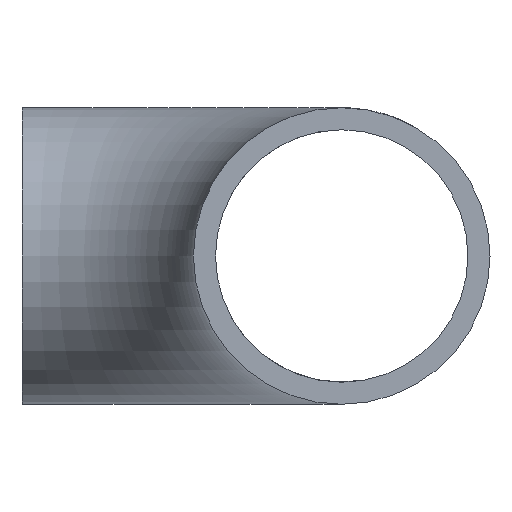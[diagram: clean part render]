
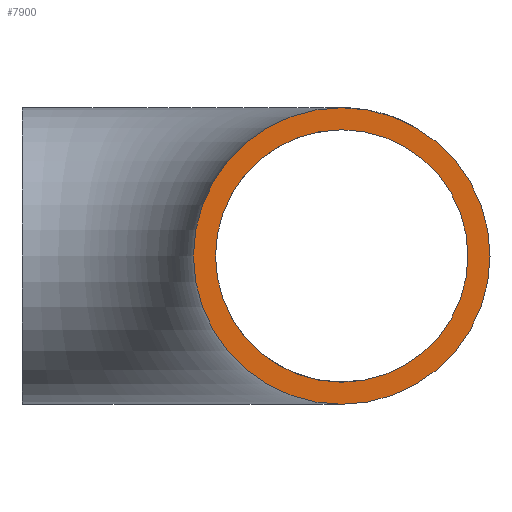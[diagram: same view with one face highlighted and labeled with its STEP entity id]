
A CAD part, left-side view. The second image highlights one B-rep face of the part: STEP entity #7900.
In plain terms, the highlighted planar face has unit normal (-1, 0, 0).
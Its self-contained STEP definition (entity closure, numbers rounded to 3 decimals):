
#58 = EDGE_LOOP ( 'NONE', ( #5360, #9135 ) ) ;
#115 = CARTESIAN_POINT ( 'NONE',  ( 0., 0., 0. ) ) ;
#930 = DIRECTION ( 'NONE',  ( 0., 0., -1. ) ) ;
#1219 = DIRECTION ( 'NONE',  ( 0., 0., -1. ) ) ;
#1452 = AXIS2_PLACEMENT_3D ( 'NONE', #115, #12072, #1219 ) ;
#1568 = DIRECTION ( 'NONE',  ( 0., 0., -1. ) ) ;
#1570 = CARTESIAN_POINT ( 'NONE',  ( 0., 0., -11.45 ) ) ;
#1683 = CARTESIAN_POINT ( 'NONE',  ( 0., 0., 0. ) ) ;
#1758 = FACE_BOUND ( 'NONE', #7653, .T. ) ;
#1919 = AXIS2_PLACEMENT_3D ( 'NONE', #5900, #3481, #4724 ) ;
#1939 = CIRCLE ( 'NONE', #13477, 11.45 ) ;
#3398 = DIRECTION ( 'NONE',  ( 1., 0., 0. ) ) ;
#3481 = DIRECTION ( 'NONE',  ( 1., 0., 0. ) ) ;
#4724 = DIRECTION ( 'NONE',  ( 0., 0., -1. ) ) ;
#5360 = ORIENTED_EDGE ( 'NONE', *, *, #6267, .F. ) ;
#5428 = CARTESIAN_POINT ( 'NONE',  ( 0., 0., 0. ) ) ;
#5532 = DIRECTION ( 'NONE',  ( 1., 0., 0. ) ) ;
#5900 = CARTESIAN_POINT ( 'NONE',  ( 0., 0., 0. ) ) ;
#6267 = EDGE_CURVE ( 'NONE', #8266, #9990, #8226, .T. ) ;
#6449 = CARTESIAN_POINT ( 'NONE',  ( 0., 0., 13.45 ) ) ;
#6520 = CARTESIAN_POINT ( 'NONE',  ( 0., 0., -13.45 ) ) ;
#6856 = ORIENTED_EDGE ( 'NONE', *, *, #14534, .T. ) ;
#7245 = ORIENTED_EDGE ( 'NONE', *, *, #12330, .T. ) ;
#7653 = EDGE_LOOP ( 'NONE', ( #7245, #6856 ) ) ;
#7900 = ADVANCED_FACE ( 'NONE', ( #1758, #8899 ), #12589, .F. ) ;
#8226 = CIRCLE ( 'NONE', #1452, 13.45 ) ;
#8266 = VERTEX_POINT ( 'NONE', #6520 ) ;
#8899 = FACE_OUTER_BOUND ( 'NONE', #58, .T. ) ;
#9135 = ORIENTED_EDGE ( 'NONE', *, *, #13995, .F. ) ;
#9191 = CIRCLE ( 'NONE', #11697, 11.45 ) ;
#9512 = VERTEX_POINT ( 'NONE', #1570 ) ;
#9990 = VERTEX_POINT ( 'NONE', #6449 ) ;
#11697 = AXIS2_PLACEMENT_3D ( 'NONE', #11703, #3398, #930 ) ;
#11703 = CARTESIAN_POINT ( 'NONE',  ( 0., 0., 0. ) ) ;
#12072 = DIRECTION ( 'NONE',  ( 1., 0., 0. ) ) ;
#12330 = EDGE_CURVE ( 'NONE', #13059, #9512, #1939, .T. ) ;
#12589 = PLANE ( 'NONE',  #14914 ) ;
#13048 = CARTESIAN_POINT ( 'NONE',  ( 0., 0., 11.45 ) ) ;
#13059 = VERTEX_POINT ( 'NONE', #13048 ) ;
#13477 = AXIS2_PLACEMENT_3D ( 'NONE', #5428, #14697, #1568 ) ;
#13704 = CIRCLE ( 'NONE', #1919, 13.45 ) ;
#13923 = DIRECTION ( 'NONE',  ( 0., 0., -1. ) ) ;
#13995 = EDGE_CURVE ( 'NONE', #9990, #8266, #13704, .T. ) ;
#14534 = EDGE_CURVE ( 'NONE', #9512, #13059, #9191, .T. ) ;
#14697 = DIRECTION ( 'NONE',  ( 1., 0., 0. ) ) ;
#14914 = AXIS2_PLACEMENT_3D ( 'NONE', #1683, #5532, #13923 ) ;
